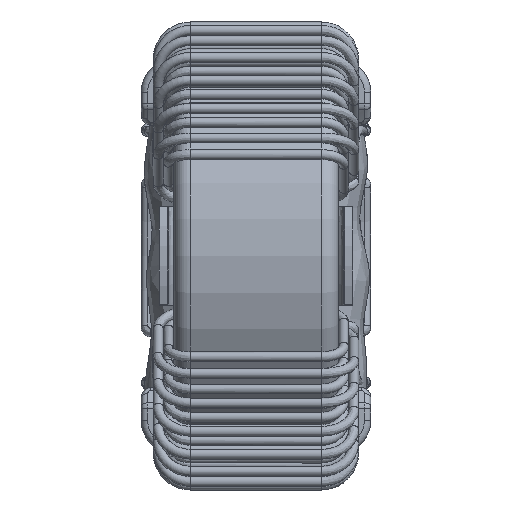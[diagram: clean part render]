
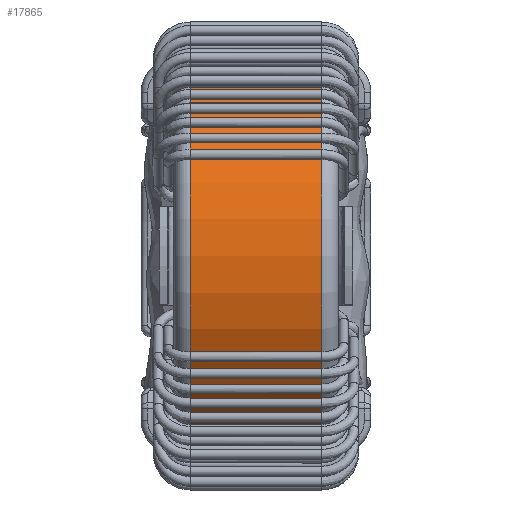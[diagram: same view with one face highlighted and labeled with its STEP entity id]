
A CAD part, top view. The second image highlights one B-rep face of the part: STEP entity #17865.
In plain terms, the highlighted cylindrical face has radius 6.5 mm (diameter 13 mm), a full revolution.
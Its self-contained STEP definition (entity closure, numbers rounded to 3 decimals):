
#1089=CYLINDRICAL_SURFACE('',#19219,6.5);
#3848=ORIENTED_EDGE('',*,*,#5516,.T.);
#3849=ORIENTED_EDGE('',*,*,#5515,.F.);
#5515=EDGE_CURVE('',#6607,#6607,#7422,.T.);
#5516=EDGE_CURVE('',#6608,#6608,#7423,.T.);
#6607=VERTEX_POINT('',#39912);
#6608=VERTEX_POINT('',#39915);
#7422=CIRCLE('',#19207,6.5);
#7423=CIRCLE('',#19209,6.5);
#8661=EDGE_LOOP('',(#3848));
#8662=EDGE_LOOP('',(#3849));
#10250=FACE_BOUND('',#8661,.T.);
#10251=FACE_BOUND('',#8662,.T.);
#17865=ADVANCED_FACE('',(#10250,#10251),#1089,.T.);
#19207=AXIS2_PLACEMENT_3D('',#39911,#22001,#22002);
#19209=AXIS2_PLACEMENT_3D('',#39914,#22005,#22006);
#19219=AXIS2_PLACEMENT_3D('',#39930,#22025,#22026);
#22001=DIRECTION('',(0.,1.,0.));
#22002=DIRECTION('',(0.,0.,1.));
#22005=DIRECTION('',(0.,1.,0.));
#22006=DIRECTION('',(0.,0.,1.));
#22025=DIRECTION('',(0.,1.,0.));
#22026=DIRECTION('',(0.,0.,1.));
#39911=CARTESIAN_POINT('',(0.,2.,9.52));
#39912=CARTESIAN_POINT('',(0.,2.,16.02));
#39914=CARTESIAN_POINT('',(0.,-2.,9.52));
#39915=CARTESIAN_POINT('',(0.,-2.,16.02));
#39930=CARTESIAN_POINT('',(0.,-2.5,9.52));
